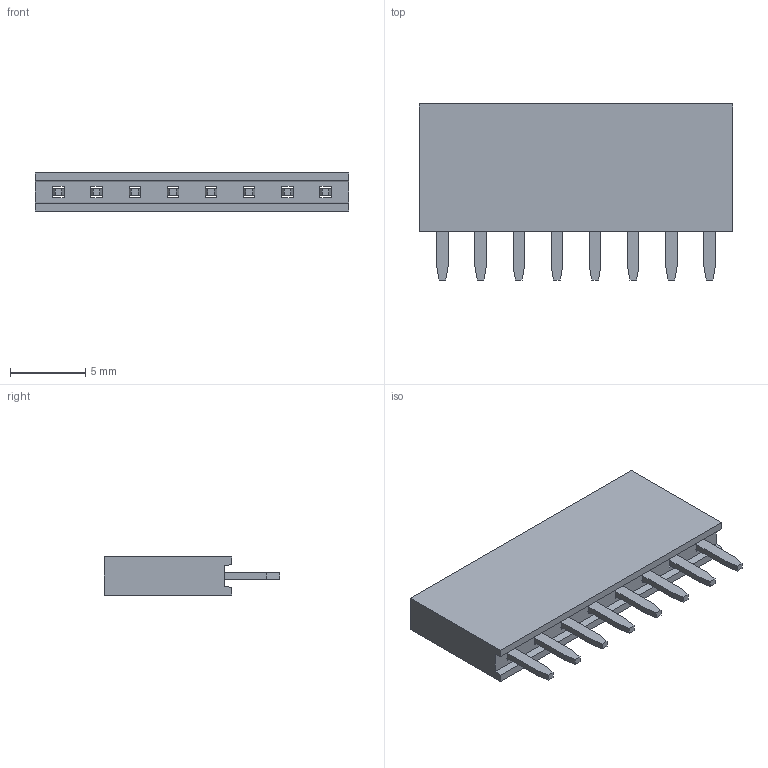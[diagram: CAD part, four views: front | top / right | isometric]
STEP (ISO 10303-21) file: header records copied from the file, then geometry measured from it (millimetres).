
FILE_DESCRIPTION (( 'STEP AP214' ), '1' );
FILE_NAME ('PPTC081LFBN-RC.STEP', '2022-03-14T22:02:43', ( '' ), ( '' ), 'SwSTEP 2.0', 'SolidWorks 2017', '' );
FILE_SCHEMA (( 'AUTOMOTIVE_DESIGN' ));
Length unit declared in the file: inch
Products named in the file (1): PPTC081LFBN-RC
Bounding box: 20.83 x 11.71 x 2.54 mm (x, y, z)
Volume: 413.3 mm3; surface area: 898.2 mm2
Topology: 9 solids, 9 shells, 194 faces, 496 edges, 320 vertices
Faces by surface type: plane 146, cylinder 48
Entity records: 6922 total; most frequent: CARTESIAN_POINT 1011, ORIENTED_EDGE 992, DIRECTION 982, EDGE_CURVE 496, VECTOR 400, LINE 400, VERTEX_POINT 320, AXIS2_PLACEMENT_3D 291
